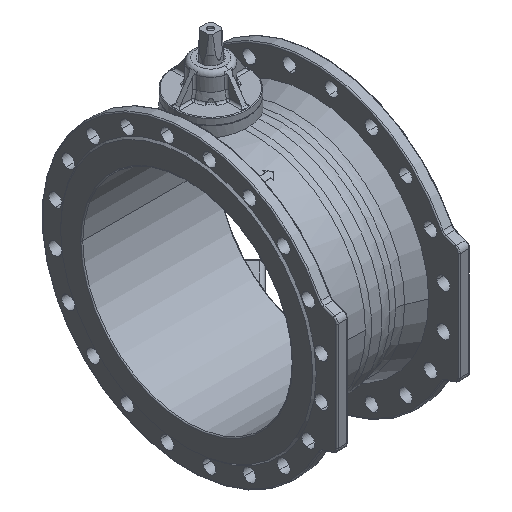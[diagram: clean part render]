
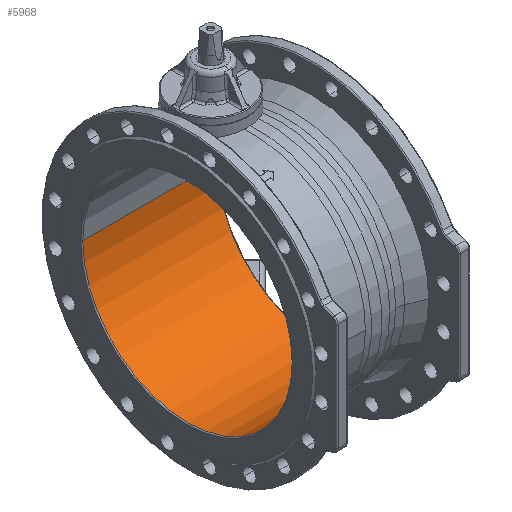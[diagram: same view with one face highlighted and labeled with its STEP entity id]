
A CAD part, isometric view. The second image highlights one B-rep face of the part: STEP entity #5968.
In plain terms, the highlighted cylindrical face has radius 300 mm (diameter 600 mm), a partial arc.
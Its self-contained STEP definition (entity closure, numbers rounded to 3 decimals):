
#1808=CARTESIAN_POINT('',(387.,0.,0.));
#1809=DIRECTION('',(-1.,0.,0.));
#1810=DIRECTION('',(0.,1.,0.));
#1811=AXIS2_PLACEMENT_3D('',#1808,#1809,#1810);
#1816=DIRECTION('',(1.,0.,0.));
#1817=VECTOR('',#1816,384.);
#1818=CARTESIAN_POINT('',(3.,-300.,0.));
#1819=LINE('',#1818,#1817);
#1823=CARTESIAN_POINT('',(3.,0.,0.));
#1824=DIRECTION('',(1.,0.,0.));
#1825=DIRECTION('',(0.,-1.,0.));
#1826=AXIS2_PLACEMENT_3D('',#1823,#1824,#1825);
#1839=DIRECTION('',(1.,0.,0.));
#1840=VECTOR('',#1839,384.);
#1841=CARTESIAN_POINT('',(3.,300.,0.));
#1842=LINE('',#1841,#1840);
#4872=CARTESIAN_POINT('',(387.,-300.,0.));
#4873=CARTESIAN_POINT('',(387.,300.,0.));
#4874=VERTEX_POINT('',#4872);
#4875=VERTEX_POINT('',#4873);
#4880=CARTESIAN_POINT('',(3.,300.,0.));
#4881=CARTESIAN_POINT('',(3.,-300.,0.));
#4882=VERTEX_POINT('',#4880);
#4883=VERTEX_POINT('',#4881);
#5954=CARTESIAN_POINT('',(0.,0.,0.));
#5955=DIRECTION('',(1.,0.,0.));
#5956=DIRECTION('',(0.,1.,0.));
#5957=AXIS2_PLACEMENT_3D('',#5954,#5955,#5956);
#5958=CYLINDRICAL_SURFACE('',#5957,300.);
#5959=ORIENTED_EDGE('',*,*,#5948,.T.);
#5961=ORIENTED_EDGE('',*,*,#5960,.F.);
#5963=ORIENTED_EDGE('',*,*,#5962,.T.);
#5965=ORIENTED_EDGE('',*,*,#5964,.T.);
#5966=EDGE_LOOP('',(#5959,#5961,#5963,#5965));
#5967=FACE_OUTER_BOUND('',#5966,.F.);
#5968=ADVANCED_FACE('',(#5967),#5958,.F.);
#1812=CIRCLE('',#1811,300.);
#1827=CIRCLE('',#1826,300.);
#5948=EDGE_CURVE('',#4875,#4874,#1812,.T.);
#5960=EDGE_CURVE('',#4883,#4874,#1819,.T.);
#5962=EDGE_CURVE('',#4883,#4882,#1827,.T.);
#5964=EDGE_CURVE('',#4882,#4875,#1842,.T.);
